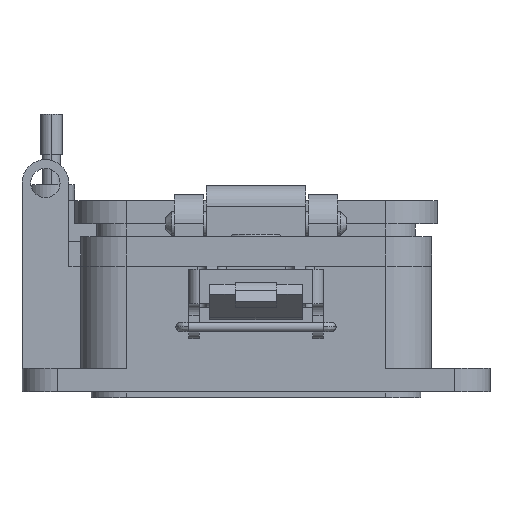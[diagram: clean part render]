
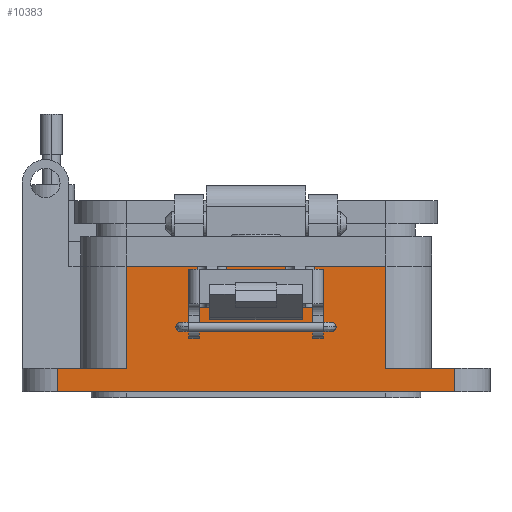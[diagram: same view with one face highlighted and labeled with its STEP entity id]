
A CAD part, front view. The second image highlights one B-rep face of the part: STEP entity #10383.
In plain terms, the highlighted planar face has unit normal (0, -1, 0).
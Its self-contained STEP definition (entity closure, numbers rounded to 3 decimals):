
#111 = ORIENTED_EDGE ( 'NONE', *, *, #30980, .T. ) ;
#817 = LINE ( 'NONE', #13038, #20304 ) ;
#882 = DIRECTION ( 'NONE',  ( -1., 0., 0. ) ) ;
#2536 = VECTOR ( 'NONE', #27279, 1000. ) ;
#2680 = VECTOR ( 'NONE', #38149, 1000. ) ;
#2737 = EDGE_CURVE ( 'NONE', #7391, #28445, #16684, .T. ) ;
#2739 = CARTESIAN_POINT ( 'NONE',  ( -22.358, -15.056, -21.654 ) ) ;
#2900 = VECTOR ( 'NONE', #9406, 1000. ) ;
#3132 = ORIENTED_EDGE ( 'NONE', *, *, #26925, .T. ) ;
#3174 = ORIENTED_EDGE ( 'NONE', *, *, #27741, .T. ) ;
#3395 = ORIENTED_EDGE ( 'NONE', *, *, #7513, .T. ) ;
#3470 = AXIS2_PLACEMENT_3D ( 'NONE', #26090, #19677, #29072 ) ;
#3528 = VERTEX_POINT ( 'NONE', #16498 ) ;
#3863 = CARTESIAN_POINT ( 'NONE',  ( 10.071, -15.056, -21.654 ) ) ;
#4367 = CARTESIAN_POINT ( 'NONE',  ( -10.071, -15.056, -21.654 ) ) ;
#4772 = EDGE_LOOP ( 'NONE', ( #17425, #111, #25810, #3395, #3132, #3174, #19163, #27969, #5135, #12470, #4867, #26748, #34379, #12425, #39206, #13930 ) ) ;
#4867 = ORIENTED_EDGE ( 'NONE', *, *, #28224, .T. ) ;
#4908 = VECTOR ( 'NONE', #13085, 1000. ) ;
#5047 = EDGE_CURVE ( 'NONE', #19480, #7391, #12242, .T. ) ;
#5135 = ORIENTED_EDGE ( 'NONE', *, *, #12661, .T. ) ;
#6002 = EDGE_CURVE ( 'NONE', #26147, #18127, #17977, .T. ) ;
#6145 = DIRECTION ( 'NONE',  ( -1., 0., 0. ) ) ;
#6285 = LINE ( 'NONE', #18497, #8527 ) ;
#6396 = LINE ( 'NONE', #15022, #14490 ) ;
#6656 = CARTESIAN_POINT ( 'NONE',  ( -34.243, -15.056, -39.279 ) ) ;
#7101 = CARTESIAN_POINT ( 'NONE',  ( 10.071, -15.056, -21.654 ) ) ;
#7391 = VERTEX_POINT ( 'NONE', #8444 ) ;
#7513 = EDGE_CURVE ( 'NONE', #18127, #21364, #817, .T. ) ;
#7970 = DIRECTION ( 'NONE',  ( 0., 0., 1. ) ) ;
#8444 = CARTESIAN_POINT ( 'NONE',  ( -34.243, -15.056, -43.307 ) ) ;
#8527 = VECTOR ( 'NONE', #30723, 1000. ) ;
#9406 = DIRECTION ( 'NONE',  ( 0., 0., -1. ) ) ;
#9614 = EDGE_CURVE ( 'NONE', #30187, #19882, #35145, .T. ) ;
#9651 = EDGE_CURVE ( 'NONE', #3528, #11702, #31939, .T. ) ;
#10042 = DIRECTION ( 'NONE',  ( 0., 0., 1. ) ) ;
#10236 = VECTOR ( 'NONE', #27890, 1000. ) ;
#10383 = ADVANCED_FACE ( 'NONE', ( #31911 ), #34721, .T. ) ;
#11586 = EDGE_CURVE ( 'NONE', #19882, #3528, #26240, .T. ) ;
#11702 = VERTEX_POINT ( 'NONE', #39650 ) ;
#12242 = LINE ( 'NONE', #24473, #2536 ) ;
#12371 = VECTOR ( 'NONE', #6145, 1000. ) ;
#12404 = LINE ( 'NONE', #22419, #2900 ) ;
#12425 = ORIENTED_EDGE ( 'NONE', *, *, #22624, .F. ) ;
#12470 = ORIENTED_EDGE ( 'NONE', *, *, #36500, .T. ) ;
#12565 = VERTEX_POINT ( 'NONE', #27704 ) ;
#12661 = EDGE_CURVE ( 'NONE', #21806, #35004, #39069, .T. ) ;
#13038 = CARTESIAN_POINT ( 'NONE',  ( 5.036, -15.056, -21.654 ) ) ;
#13085 = DIRECTION ( 'NONE',  ( 1., 0., 0. ) ) ;
#13295 = CARTESIAN_POINT ( 'NONE',  ( 0., -15.056, -43.307 ) ) ;
#13808 = CARTESIAN_POINT ( 'NONE',  ( 10.071, -15.056, -28.704 ) ) ;
#13930 = ORIENTED_EDGE ( 'NONE', *, *, #11586, .T. ) ;
#14490 = VECTOR ( 'NONE', #39480, 1000. ) ;
#14585 = CARTESIAN_POINT ( 'NONE',  ( 10.071, -15.056, -28.704 ) ) ;
#14761 = CARTESIAN_POINT ( 'NONE',  ( -22.358, -15.056, -39.279 ) ) ;
#15008 = DIRECTION ( 'NONE',  ( -1., 0., 0. ) ) ;
#15022 = CARTESIAN_POINT ( 'NONE',  ( -22.358, -15.056, -21.654 ) ) ;
#15131 = CARTESIAN_POINT ( 'NONE',  ( 10.071, -15.056, -28.704 ) ) ;
#15132 = CARTESIAN_POINT ( 'NONE',  ( 5.036, -15.056, -28.704 ) ) ;
#16498 = CARTESIAN_POINT ( 'NONE',  ( 22.358, -15.056, -21.654 ) ) ;
#16684 = LINE ( 'NONE', #13295, #4908 ) ;
#16953 = EDGE_CURVE ( 'NONE', #29070, #21806, #22600, .T. ) ;
#17224 = CARTESIAN_POINT ( 'NONE',  ( 22.358, -15.056, -21.654 ) ) ;
#17425 = ORIENTED_EDGE ( 'NONE', *, *, #9651, .T. ) ;
#17873 = LINE ( 'NONE', #30087, #32681 ) ;
#17977 = LINE ( 'NONE', #14585, #12371 ) ;
#18127 = VERTEX_POINT ( 'NONE', #15132 ) ;
#18497 = CARTESIAN_POINT ( 'NONE',  ( 10.071, -15.056, -21.654 ) ) ;
#19163 = ORIENTED_EDGE ( 'NONE', *, *, #38959, .T. ) ;
#19480 = VERTEX_POINT ( 'NONE', #6656 ) ;
#19677 = DIRECTION ( 'NONE',  ( 0., -1., 0. ) ) ;
#19882 = VERTEX_POINT ( 'NONE', #21250 ) ;
#19991 = CARTESIAN_POINT ( 'NONE',  ( -10.071, -15.056, -21.654 ) ) ;
#20304 = VECTOR ( 'NONE', #10042, 1000. ) ;
#21222 = CARTESIAN_POINT ( 'NONE',  ( 10.071, -15.056, -39.279 ) ) ;
#21250 = CARTESIAN_POINT ( 'NONE',  ( 22.358, -15.056, -39.279 ) ) ;
#21364 = VERTEX_POINT ( 'NONE', #32062 ) ;
#21397 = CARTESIAN_POINT ( 'NONE',  ( 34.243, -15.056, -39.279 ) ) ;
#21806 = VERTEX_POINT ( 'NONE', #4367 ) ;
#21986 = VERTEX_POINT ( 'NONE', #14761 ) ;
#22419 = CARTESIAN_POINT ( 'NONE',  ( 34.243, -15.056, -43.307 ) ) ;
#22600 = LINE ( 'NONE', #19991, #22788 ) ;
#22624 = EDGE_CURVE ( 'NONE', #30187, #28445, #12404, .T. ) ;
#22788 = VECTOR ( 'NONE', #7970, 1000. ) ;
#23280 = VECTOR ( 'NONE', #27031, 1000. ) ;
#23778 = VECTOR ( 'NONE', #882, 1000. ) ;
#24473 = CARTESIAN_POINT ( 'NONE',  ( -34.243, -15.056, -21.654 ) ) ;
#24673 = VECTOR ( 'NONE', #39247, 1000. ) ;
#25634 = DIRECTION ( 'NONE',  ( -1., 0., 0. ) ) ;
#25810 = ORIENTED_EDGE ( 'NONE', *, *, #6002, .T. ) ;
#26023 = LINE ( 'NONE', #13808, #29941 ) ;
#26090 = CARTESIAN_POINT ( 'NONE',  ( 10.071, -15.056, -21.654 ) ) ;
#26147 = VERTEX_POINT ( 'NONE', #15131 ) ;
#26240 = LINE ( 'NONE', #17224, #24673 ) ;
#26275 = VECTOR ( 'NONE', #15008, 1000. ) ;
#26748 = ORIENTED_EDGE ( 'NONE', *, *, #5047, .T. ) ;
#26925 = EDGE_CURVE ( 'NONE', #21364, #31046, #28089, .T. ) ;
#27031 = DIRECTION ( 'NONE',  ( -1., 0., 0. ) ) ;
#27227 = LINE ( 'NONE', #21222, #26275 ) ;
#27279 = DIRECTION ( 'NONE',  ( 0., 0., -1. ) ) ;
#27425 = CARTESIAN_POINT ( 'NONE',  ( 34.243, -15.056, -43.307 ) ) ;
#27704 = CARTESIAN_POINT ( 'NONE',  ( -5.036, -15.056, -28.704 ) ) ;
#27741 = EDGE_CURVE ( 'NONE', #31046, #12565, #17873, .T. ) ;
#27890 = DIRECTION ( 'NONE',  ( -1., 0., 0. ) ) ;
#27969 = ORIENTED_EDGE ( 'NONE', *, *, #16953, .T. ) ;
#28089 = LINE ( 'NONE', #3863, #10236 ) ;
#28166 = CARTESIAN_POINT ( 'NONE',  ( -10.071, -15.056, -28.704 ) ) ;
#28224 = EDGE_CURVE ( 'NONE', #21986, #19480, #27227, .T. ) ;
#28445 = VERTEX_POINT ( 'NONE', #27425 ) ;
#29070 = VERTEX_POINT ( 'NONE', #28166 ) ;
#29072 = DIRECTION ( 'NONE',  ( 1., 0., 0. ) ) ;
#29101 = CARTESIAN_POINT ( 'NONE',  ( 10.071, -15.056, -39.279 ) ) ;
#29941 = VECTOR ( 'NONE', #25634, 1000. ) ;
#30087 = CARTESIAN_POINT ( 'NONE',  ( -5.036, -15.056, -21.654 ) ) ;
#30187 = VERTEX_POINT ( 'NONE', #21397 ) ;
#30723 = DIRECTION ( 'NONE',  ( 0., 0., -1. ) ) ;
#30980 = EDGE_CURVE ( 'NONE', #11702, #26147, #6285, .T. ) ;
#31046 = VERTEX_POINT ( 'NONE', #39358 ) ;
#31911 = FACE_OUTER_BOUND ( 'NONE', #4772, .T. ) ;
#31939 = LINE ( 'NONE', #7101, #23778 ) ;
#32062 = CARTESIAN_POINT ( 'NONE',  ( 5.036, -15.056, -21.654 ) ) ;
#32681 = VECTOR ( 'NONE', #36304, 1000. ) ;
#34379 = ORIENTED_EDGE ( 'NONE', *, *, #2737, .T. ) ;
#34721 = PLANE ( 'NONE',  #3470 ) ;
#35004 = VERTEX_POINT ( 'NONE', #2739 ) ;
#35145 = LINE ( 'NONE', #29101, #2680 ) ;
#36304 = DIRECTION ( 'NONE',  ( 0., 0., -1. ) ) ;
#36500 = EDGE_CURVE ( 'NONE', #35004, #21986, #6396, .T. ) ;
#38149 = DIRECTION ( 'NONE',  ( -1., 0., 0. ) ) ;
#38667 = CARTESIAN_POINT ( 'NONE',  ( 10.071, -15.056, -21.654 ) ) ;
#38959 = EDGE_CURVE ( 'NONE', #12565, #29070, #26023, .T. ) ;
#39069 = LINE ( 'NONE', #38667, #23280 ) ;
#39206 = ORIENTED_EDGE ( 'NONE', *, *, #9614, .T. ) ;
#39247 = DIRECTION ( 'NONE',  ( 0., 0., 1. ) ) ;
#39358 = CARTESIAN_POINT ( 'NONE',  ( -5.036, -15.056, -21.654 ) ) ;
#39480 = DIRECTION ( 'NONE',  ( 0., 0., -1. ) ) ;
#39650 = CARTESIAN_POINT ( 'NONE',  ( 10.071, -15.056, -21.654 ) ) ;
